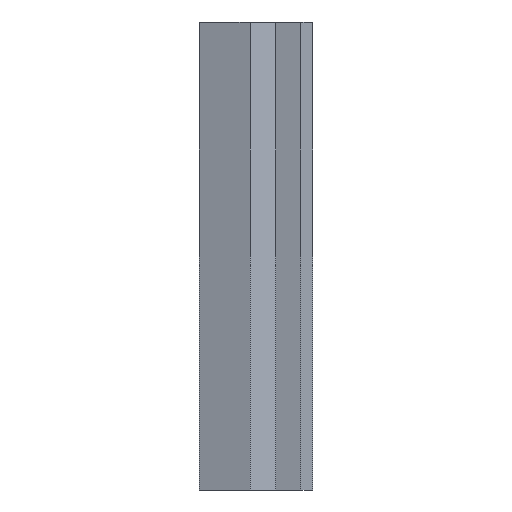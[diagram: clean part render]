
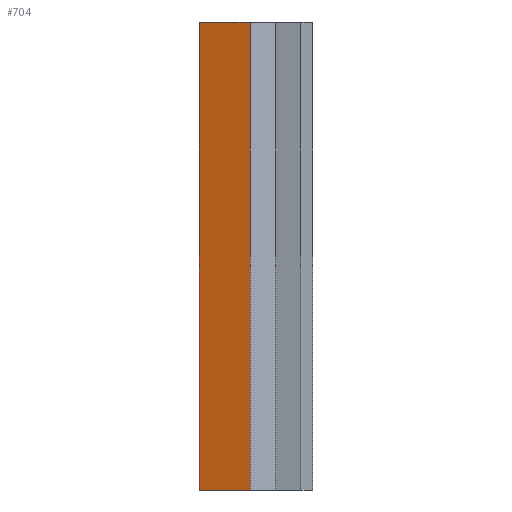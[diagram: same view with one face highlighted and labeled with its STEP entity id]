
A CAD part, left-side view. The second image highlights one B-rep face of the part: STEP entity #704.
In plain terms, the highlighted planar face has unit normal (-0.947, 0.321, 0).
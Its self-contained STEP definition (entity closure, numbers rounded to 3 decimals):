
#335 = PLANE('',#336);
#336 = AXIS2_PLACEMENT_3D('',#337,#338,#339);
#337 = CARTESIAN_POINT('',(2.364,6.15,60.));
#338 = DIRECTION('',(0.,0.,1.));
#339 = DIRECTION('',(1.,0.,-0.));
#389 = PLANE('',#390);
#390 = AXIS2_PLACEMENT_3D('',#391,#392,#393);
#391 = CARTESIAN_POINT('',(2.364,6.15,0.));
#392 = DIRECTION('',(0.,0.,1.));
#393 = DIRECTION('',(1.,0.,-0.));
#596 = PLANE('',#597);
#597 = AXIS2_PLACEMENT_3D('',#598,#599,#600);
#598 = CARTESIAN_POINT('',(4.9,4.75,0.));
#599 = DIRECTION('',(-0.964,-0.267,0.));
#600 = DIRECTION('',(-0.267,0.964,0.));
#634 = VERTEX_POINT('',#635);
#635 = CARTESIAN_POINT('',(2.2,14.5,60.));
#656 = EDGE_CURVE('',#657,#634,#659,.T.);
#657 = VERTEX_POINT('',#658);
#658 = CARTESIAN_POINT('',(2.2,14.5,0.));
#659 = SURFACE_CURVE('',#660,(#664,#671),.PCURVE_S1.);
#660 = LINE('',#661,#662);
#661 = CARTESIAN_POINT('',(2.2,14.5,0.));
#662 = VECTOR('',#663,1.);
#663 = DIRECTION('',(0.,0.,1.));
#664 = PCURVE('',#596,#665);
#665 = DEFINITIONAL_REPRESENTATION('',(#666),#670);
#666 = LINE('',#667,#668);
#667 = CARTESIAN_POINT('',(10.117,0.));
#668 = VECTOR('',#669,1.);
#669 = DIRECTION('',(0.,-1.));
#670 = ( GEOMETRIC_REPRESENTATION_CONTEXT(2) 
PARAMETRIC_REPRESENTATION_CONTEXT() REPRESENTATION_CONTEXT('2D SPACE',''
  ) );
#671 = PCURVE('',#672,#677);
#672 = PLANE('',#673);
#673 = AXIS2_PLACEMENT_3D('',#674,#675,#676);
#674 = CARTESIAN_POINT('',(2.2,14.5,0.));
#675 = DIRECTION('',(0.947,-0.321,0.));
#676 = DIRECTION('',(-0.321,-0.947,0.));
#677 = DEFINITIONAL_REPRESENTATION('',(#678),#682);
#678 = LINE('',#679,#680);
#679 = CARTESIAN_POINT('',(0.,0.));
#680 = VECTOR('',#681,1.);
#681 = DIRECTION('',(0.,-1.));
#682 = ( GEOMETRIC_REPRESENTATION_CONTEXT(2) 
PARAMETRIC_REPRESENTATION_CONTEXT() REPRESENTATION_CONTEXT('2D SPACE',''
  ) );
#704 = ADVANCED_FACE('',(#705),#672,.F.);
#705 = FACE_BOUND('',#706,.F.);
#706 = EDGE_LOOP('',(#707,#708,#731,#759));
#707 = ORIENTED_EDGE('',*,*,#656,.T.);
#708 = ORIENTED_EDGE('',*,*,#709,.T.);
#709 = EDGE_CURVE('',#634,#710,#712,.T.);
#710 = VERTEX_POINT('',#711);
#711 = CARTESIAN_POINT('',(0.,8.,60.));
#712 = SURFACE_CURVE('',#713,(#717,#724),.PCURVE_S1.);
#713 = LINE('',#714,#715);
#714 = CARTESIAN_POINT('',(2.2,14.5,60.));
#715 = VECTOR('',#716,1.);
#716 = DIRECTION('',(-0.321,-0.947,0.));
#717 = PCURVE('',#672,#718);
#718 = DEFINITIONAL_REPRESENTATION('',(#719),#723);
#719 = LINE('',#720,#721);
#720 = CARTESIAN_POINT('',(0.,-60.));
#721 = VECTOR('',#722,1.);
#722 = DIRECTION('',(1.,0.));
#723 = ( GEOMETRIC_REPRESENTATION_CONTEXT(2) 
PARAMETRIC_REPRESENTATION_CONTEXT() REPRESENTATION_CONTEXT('2D SPACE',''
  ) );
#724 = PCURVE('',#335,#725);
#725 = DEFINITIONAL_REPRESENTATION('',(#726),#730);
#726 = LINE('',#727,#728);
#727 = CARTESIAN_POINT('',(-0.164,8.35));
#728 = VECTOR('',#729,1.);
#729 = DIRECTION('',(-0.321,-0.947));
#730 = ( GEOMETRIC_REPRESENTATION_CONTEXT(2) 
PARAMETRIC_REPRESENTATION_CONTEXT() REPRESENTATION_CONTEXT('2D SPACE',''
  ) );
#731 = ORIENTED_EDGE('',*,*,#732,.F.);
#732 = EDGE_CURVE('',#733,#710,#735,.T.);
#733 = VERTEX_POINT('',#734);
#734 = CARTESIAN_POINT('',(0.,8.,0.));
#735 = SURFACE_CURVE('',#736,(#740,#747),.PCURVE_S1.);
#736 = LINE('',#737,#738);
#737 = CARTESIAN_POINT('',(0.,8.,0.));
#738 = VECTOR('',#739,1.);
#739 = DIRECTION('',(0.,0.,1.));
#740 = PCURVE('',#672,#741);
#741 = DEFINITIONAL_REPRESENTATION('',(#742),#746);
#742 = LINE('',#743,#744);
#743 = CARTESIAN_POINT('',(6.862,0.));
#744 = VECTOR('',#745,1.);
#745 = DIRECTION('',(0.,-1.));
#746 = ( GEOMETRIC_REPRESENTATION_CONTEXT(2) 
PARAMETRIC_REPRESENTATION_CONTEXT() REPRESENTATION_CONTEXT('2D SPACE',''
  ) );
#747 = PCURVE('',#748,#753);
#748 = PLANE('',#749);
#749 = AXIS2_PLACEMENT_3D('',#750,#751,#752);
#750 = CARTESIAN_POINT('',(0.,8.,0.));
#751 = DIRECTION('',(0.964,0.267,-0.));
#752 = DIRECTION('',(0.267,-0.964,0.));
#753 = DEFINITIONAL_REPRESENTATION('',(#754),#758);
#754 = LINE('',#755,#756);
#755 = CARTESIAN_POINT('',(0.,0.));
#756 = VECTOR('',#757,1.);
#757 = DIRECTION('',(0.,-1.));
#758 = ( GEOMETRIC_REPRESENTATION_CONTEXT(2) 
PARAMETRIC_REPRESENTATION_CONTEXT() REPRESENTATION_CONTEXT('2D SPACE',''
  ) );
#759 = ORIENTED_EDGE('',*,*,#760,.F.);
#760 = EDGE_CURVE('',#657,#733,#761,.T.);
#761 = SURFACE_CURVE('',#762,(#766,#773),.PCURVE_S1.);
#762 = LINE('',#763,#764);
#763 = CARTESIAN_POINT('',(2.2,14.5,0.));
#764 = VECTOR('',#765,1.);
#765 = DIRECTION('',(-0.321,-0.947,0.));
#766 = PCURVE('',#672,#767);
#767 = DEFINITIONAL_REPRESENTATION('',(#768),#772);
#768 = LINE('',#769,#770);
#769 = CARTESIAN_POINT('',(0.,0.));
#770 = VECTOR('',#771,1.);
#771 = DIRECTION('',(1.,0.));
#772 = ( GEOMETRIC_REPRESENTATION_CONTEXT(2) 
PARAMETRIC_REPRESENTATION_CONTEXT() REPRESENTATION_CONTEXT('2D SPACE',''
  ) );
#773 = PCURVE('',#389,#774);
#774 = DEFINITIONAL_REPRESENTATION('',(#775),#779);
#775 = LINE('',#776,#777);
#776 = CARTESIAN_POINT('',(-0.164,8.35));
#777 = VECTOR('',#778,1.);
#778 = DIRECTION('',(-0.321,-0.947));
#779 = ( GEOMETRIC_REPRESENTATION_CONTEXT(2) 
PARAMETRIC_REPRESENTATION_CONTEXT() REPRESENTATION_CONTEXT('2D SPACE',''
  ) );
